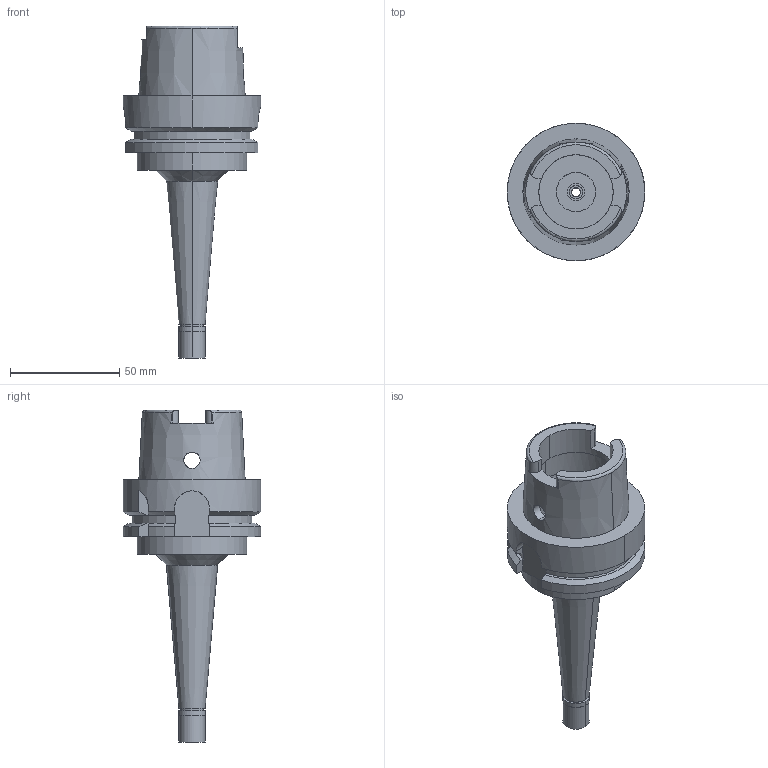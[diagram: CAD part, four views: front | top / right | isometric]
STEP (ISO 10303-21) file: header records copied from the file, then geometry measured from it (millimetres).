
FILE_DESCRIPTION (( 'STEP AP203' ), '1' );
FILE_NAME ('HSK-A63-MEGA4S-120T.stp', '2019-07-02T20:48:58', ( '' ), ( '' ), 'SwSTEP 2.0', 'SolidWorks 2019', '' );
FILE_SCHEMA (( 'CONFIG_CONTROL_DESIGN' ));
Length unit declared in the file: millimetre
Products named in the file (7): HSK-A63-MEGA4S-120T-040-FreeParts; HSK-A63-MEGA4S-120T-040.stp; HA63MS04120T-040_ASM.stp; DXF_TEMP_ASSY_ASM_4_ASM.stp; HSK-A63-MEGA4S-120T; MGN4S_1.stp; HSK-A63-MEGA4S-120T_1.stp
Assembly tree (5 placements, depth 5):
  HSK-A63-MEGA4S-120T-040-FreeParts
  HSK-A63-MEGA4S-120T
    HSK-A63-MEGA4S-120T-040.stp
      HA63MS04120T-040_ASM.stp
        DXF_TEMP_ASSY_ASM_4_ASM.stp
          HSK-A63-MEGA4S-120T_1.stp
          MGN4S_1.stp
Bounding box: 63 x 63 x 152 mm (x, y, z)
Volume: 116844.1 mm3; surface area: 30261.3 mm2
Topology: 2 solids, 2 shells, 125 faces, 314 edges, 204 vertices
Faces by surface type: cylinder 55, plane 48, cone 18, torus 4
Entity records: 5473 total; most frequent: CARTESIAN_POINT 1707, DIRECTION 676, ORIENTED_EDGE 628, EDGE_CURVE 314, AXIS2_PLACEMENT_3D 270, VERTEX_POINT 204, EDGE_LOOP 144, VECTOR 136
